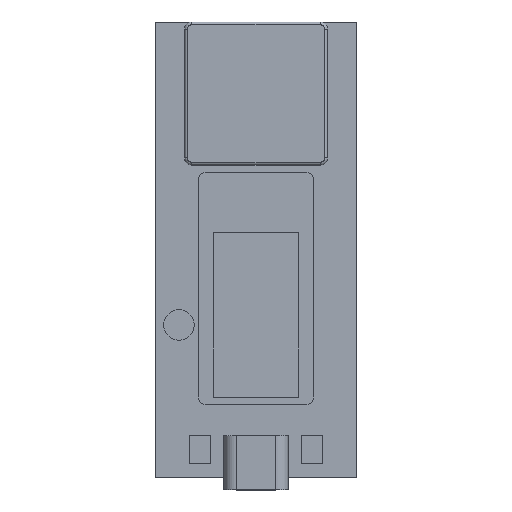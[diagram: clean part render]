
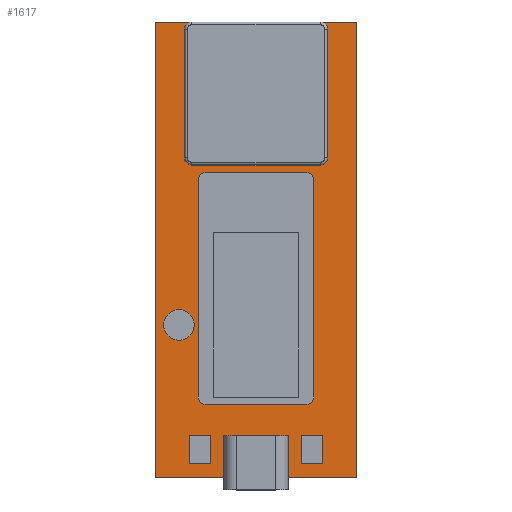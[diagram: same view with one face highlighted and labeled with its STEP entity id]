
A CAD part, top view. The second image highlights one B-rep face of the part: STEP entity #1617.
In plain terms, the highlighted planar face has unit normal (0, 0, 1).
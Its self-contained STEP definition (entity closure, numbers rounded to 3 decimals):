
#24=FACE_BOUND('',#247,.T.);
#25=FACE_BOUND('',#248,.T.);
#26=FACE_BOUND('',#249,.T.);
#75=PLANE('',#1741);
#150=FACE_OUTER_BOUND('',#246,.T.);
#246=EDGE_LOOP('',(#1308,#1309,#1310,#1311));
#247=EDGE_LOOP('',(#1312,#1313,#1314,#1315,#1316,#1317,#1318,#1319));
#248=EDGE_LOOP('',(#1320,#1321,#1322,#1323));
#249=EDGE_LOOP('',(#1324,#1325,#1326,#1327));
#296=LINE('',#2296,#473);
#301=LINE('',#2310,#478);
#304=LINE('',#2317,#481);
#310=LINE('',#2337,#487);
#381=LINE('',#2487,#558);
#382=LINE('',#2491,#559);
#386=LINE('',#2499,#563);
#389=LINE('',#2505,#566);
#392=LINE('',#2510,#569);
#394=LINE('',#2516,#571);
#398=LINE('',#2524,#575);
#401=LINE('',#2530,#578);
#404=LINE('',#2535,#581);
#406=LINE('',#2540,#583);
#408=LINE('',#2544,#585);
#410=LINE('',#2547,#587);
#473=VECTOR('',#1837,10.);
#478=VECTOR('',#1852,10.);
#481=VECTOR('',#1861,10.);
#487=VECTOR('',#1879,10.);
#558=VECTOR('',#2014,10.);
#559=VECTOR('',#2017,10.);
#563=VECTOR('',#2023,10.);
#566=VECTOR('',#2028,10.);
#569=VECTOR('',#2033,10.);
#571=VECTOR('',#2039,10.);
#575=VECTOR('',#2045,10.);
#578=VECTOR('',#2050,10.);
#581=VECTOR('',#2055,10.);
#583=VECTOR('',#2061,10.);
#585=VECTOR('',#2065,10.);
#587=VECTOR('',#2069,10.);
#645=CIRCLE('',#1676,2.1);
#649=CIRCLE('',#1683,2.1);
#650=CIRCLE('',#1685,2.1);
#651=CIRCLE('',#1688,2.1);
#692=VERTEX_POINT('',#2275);
#693=VERTEX_POINT('',#2277);
#700=VERTEX_POINT('',#2295);
#701=VERTEX_POINT('',#2299);
#702=VERTEX_POINT('',#2303);
#703=VERTEX_POINT('',#2305);
#704=VERTEX_POINT('',#2309);
#705=VERTEX_POINT('',#2313);
#712=VERTEX_POINT('',#2334);
#713=VERTEX_POINT('',#2336);
#761=VERTEX_POINT('',#2489);
#762=VERTEX_POINT('',#2490);
#765=VERTEX_POINT('',#2498);
#767=VERTEX_POINT('',#2504);
#769=VERTEX_POINT('',#2514);
#770=VERTEX_POINT('',#2515);
#773=VERTEX_POINT('',#2523);
#775=VERTEX_POINT('',#2529);
#777=VERTEX_POINT('',#2539);
#778=VERTEX_POINT('',#2543);
#837=EDGE_CURVE('',#692,#693,#645,.F.);
#846=EDGE_CURVE('',#700,#693,#296,.T.);
#848=EDGE_CURVE('',#700,#701,#649,.F.);
#851=EDGE_CURVE('',#702,#703,#650,.F.);
#853=EDGE_CURVE('',#704,#703,#301,.T.);
#855=EDGE_CURVE('',#704,#705,#651,.F.);
#857=EDGE_CURVE('',#692,#705,#304,.T.);
#866=EDGE_CURVE('',#713,#712,#310,.T.);
#940=EDGE_CURVE('',#702,#701,#381,.T.);
#941=EDGE_CURVE('',#761,#762,#382,.T.);
#945=EDGE_CURVE('',#762,#765,#386,.T.);
#948=EDGE_CURVE('',#765,#767,#389,.T.);
#951=EDGE_CURVE('',#767,#761,#392,.T.);
#953=EDGE_CURVE('',#769,#770,#394,.T.);
#957=EDGE_CURVE('',#770,#773,#398,.T.);
#960=EDGE_CURVE('',#773,#775,#401,.T.);
#963=EDGE_CURVE('',#775,#769,#404,.T.);
#965=EDGE_CURVE('',#777,#713,#406,.T.);
#967=EDGE_CURVE('',#778,#777,#408,.T.);
#969=EDGE_CURVE('',#712,#778,#410,.T.);
#1308=ORIENTED_EDGE('',*,*,#969,.T.);
#1309=ORIENTED_EDGE('',*,*,#967,.T.);
#1310=ORIENTED_EDGE('',*,*,#965,.T.);
#1311=ORIENTED_EDGE('',*,*,#866,.T.);
#1312=ORIENTED_EDGE('',*,*,#853,.T.);
#1313=ORIENTED_EDGE('',*,*,#851,.F.);
#1314=ORIENTED_EDGE('',*,*,#940,.T.);
#1315=ORIENTED_EDGE('',*,*,#848,.F.);
#1316=ORIENTED_EDGE('',*,*,#846,.T.);
#1317=ORIENTED_EDGE('',*,*,#837,.F.);
#1318=ORIENTED_EDGE('',*,*,#857,.T.);
#1319=ORIENTED_EDGE('',*,*,#855,.F.);
#1320=ORIENTED_EDGE('',*,*,#941,.T.);
#1321=ORIENTED_EDGE('',*,*,#945,.T.);
#1322=ORIENTED_EDGE('',*,*,#948,.T.);
#1323=ORIENTED_EDGE('',*,*,#951,.T.);
#1324=ORIENTED_EDGE('',*,*,#953,.T.);
#1325=ORIENTED_EDGE('',*,*,#957,.T.);
#1326=ORIENTED_EDGE('',*,*,#960,.T.);
#1327=ORIENTED_EDGE('',*,*,#963,.T.);
#1617=ADVANCED_FACE('',(#150,#24,#25,#26),#75,.T.);
#1676=AXIS2_PLACEMENT_3D('',#2278,#1820,#1821);
#1683=AXIS2_PLACEMENT_3D('',#2300,#1841,#1842);
#1685=AXIS2_PLACEMENT_3D('',#2306,#1847,#1848);
#1688=AXIS2_PLACEMENT_3D('',#2314,#1856,#1857);
#1741=AXIS2_PLACEMENT_3D('',#2548,#2070,#2071);
#1820=DIRECTION('center_axis',(0.,0.,-1.));
#1821=DIRECTION('ref_axis',(0.707,-0.707,0.));
#1837=DIRECTION('',(0.,-1.,0.));
#1841=DIRECTION('center_axis',(0.,0.,-1.));
#1842=DIRECTION('ref_axis',(0.707,0.707,0.));
#1847=DIRECTION('center_axis',(0.,0.,-1.));
#1848=DIRECTION('ref_axis',(-0.707,0.707,0.));
#1852=DIRECTION('',(0.,1.,0.));
#1856=DIRECTION('center_axis',(0.,0.,-1.));
#1857=DIRECTION('ref_axis',(-0.707,-0.707,0.));
#1861=DIRECTION('',(-1.,0.,0.));
#1879=DIRECTION('',(-1.,0.,0.));
#2014=DIRECTION('',(1.,0.,0.));
#2017=DIRECTION('',(-1.,0.,0.));
#2023=DIRECTION('',(0.,1.,0.));
#2028=DIRECTION('',(1.,0.,0.));
#2033=DIRECTION('',(0.,-1.,0.));
#2039=DIRECTION('',(0.,1.,0.));
#2045=DIRECTION('',(1.,0.,0.));
#2050=DIRECTION('',(0.,-1.,0.));
#2055=DIRECTION('',(-1.,0.,0.));
#2061=DIRECTION('',(0.,1.,0.));
#2065=DIRECTION('',(1.,0.,0.));
#2069=DIRECTION('',(0.,-1.,0.));
#2070=DIRECTION('center_axis',(0.,0.,1.));
#2071=DIRECTION('ref_axis',(1.,0.,0.));
#2275=CARTESIAN_POINT('',(3.25,19.15,1.65));
#2277=CARTESIAN_POINT('',(5.35,21.25,1.65));
#2278=CARTESIAN_POINT('Origin',(3.25,21.25,1.65));
#2295=CARTESIAN_POINT('',(5.35,21.3,1.65));
#2296=CARTESIAN_POINT('',(5.35,25.485,1.65));
#2299=CARTESIAN_POINT('',(3.25,23.4,1.65));
#2300=CARTESIAN_POINT('Origin',(3.25,21.3,1.65));
#2303=CARTESIAN_POINT('',(3.2,23.4,1.65));
#2305=CARTESIAN_POINT('',(1.1,21.3,1.65));
#2306=CARTESIAN_POINT('Origin',(3.2,21.3,1.65));
#2309=CARTESIAN_POINT('',(1.1,21.25,1.65));
#2310=CARTESIAN_POINT('',(1.1,27.61,1.65));
#2313=CARTESIAN_POINT('',(3.2,19.15,1.65));
#2314=CARTESIAN_POINT('Origin',(3.2,21.25,1.65));
#2317=CARTESIAN_POINT('',(7.55,19.15,1.65));
#2334=CARTESIAN_POINT('',(0.,63.64,1.65));
#2336=CARTESIAN_POINT('',(28.,63.64,1.65));
#2337=CARTESIAN_POINT('',(28.,63.64,1.65));
#2487=CARTESIAN_POINT('',(9.675,23.4,1.65));
#2489=CARTESIAN_POINT('',(23.35,1.85,1.65));
#2490=CARTESIAN_POINT('',(20.35,1.85,1.65));
#2491=CARTESIAN_POINT('',(17.175,1.85,1.65));
#2498=CARTESIAN_POINT('',(20.35,5.85,1.65));
#2499=CARTESIAN_POINT('',(20.35,18.835,1.65));
#2504=CARTESIAN_POINT('',(23.35,5.85,1.65));
#2505=CARTESIAN_POINT('',(18.675,5.85,1.65));
#2510=CARTESIAN_POINT('',(23.35,16.835,1.65));
#2514=CARTESIAN_POINT('',(4.65,1.85,1.65));
#2515=CARTESIAN_POINT('',(4.65,5.85,1.65));
#2516=CARTESIAN_POINT('',(4.65,18.835,1.65));
#2523=CARTESIAN_POINT('',(7.65,5.85,1.65));
#2524=CARTESIAN_POINT('',(10.825,5.85,1.65));
#2529=CARTESIAN_POINT('',(7.65,1.85,1.65));
#2530=CARTESIAN_POINT('',(7.65,16.835,1.65));
#2535=CARTESIAN_POINT('',(9.325,1.85,1.65));
#2539=CARTESIAN_POINT('',(28.,0.,1.65));
#2540=CARTESIAN_POINT('',(28.,0.,1.65));
#2543=CARTESIAN_POINT('',(0.,0.,1.65));
#2544=CARTESIAN_POINT('',(0.,0.,1.65));
#2547=CARTESIAN_POINT('',(0.,63.64,1.65));
#2548=CARTESIAN_POINT('Origin',(14.,31.82,1.65));
